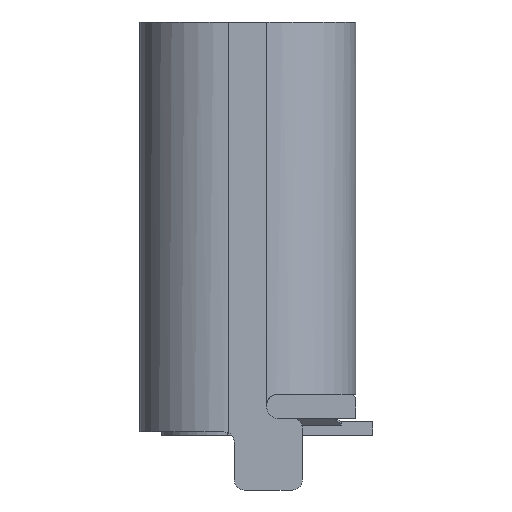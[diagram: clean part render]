
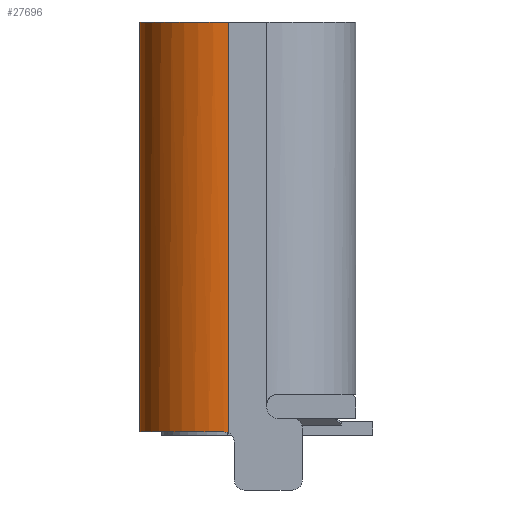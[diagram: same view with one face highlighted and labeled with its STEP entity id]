
A CAD part, left-side view. The second image highlights one B-rep face of the part: STEP entity #27696.
In plain terms, the highlighted cylindrical face has radius 1.3 mm (diameter 2.6 mm), a partial arc.
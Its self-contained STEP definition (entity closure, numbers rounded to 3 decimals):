
#45 = CARTESIAN_POINT ( 'NONE',  ( -4.47, 0.316, -2.703 ) ) ;
#2728 = CARTESIAN_POINT ( 'NONE',  ( -4.47, 0.28, 3.3 ) ) ;
#4111 = EDGE_CURVE ( 'NONE', #15696, #19821, #30496, .T. ) ;
#4313 = CARTESIAN_POINT ( 'NONE',  ( -3.17, 0.28, -2.7 ) ) ;
#5974 = CARTESIAN_POINT ( 'NONE',  ( -4.468, 0.35, -2.7 ) ) ;
#5980 = ORIENTED_EDGE ( 'NONE', *, *, #28150, .T. ) ;
#6317 = ORIENTED_EDGE ( 'NONE', *, *, #15319, .T. ) ;
#6334 = DIRECTION ( 'NONE',  ( 1., 0., 0. ) ) ;
#6337 = CARTESIAN_POINT ( 'NONE',  ( -4.47, 0.287, -2.714 ) ) ;
#7738 = ORIENTED_EDGE ( 'NONE', *, *, #4111, .T. ) ;
#7968 = DIRECTION ( 'NONE',  ( 0., 0., 1. ) ) ;
#8136 = CARTESIAN_POINT ( 'NONE',  ( -3.17, 0.28, 2.8 ) ) ;
#11402 = CARTESIAN_POINT ( 'NONE',  ( -4.47, 0.294, -2.711 ) ) ;
#12048 = VERTEX_POINT ( 'NONE', #14443 ) ;
#14122 = AXIS2_PLACEMENT_3D ( 'NONE', #4313, #15684, #27045 ) ;
#14443 = CARTESIAN_POINT ( 'NONE',  ( -3.17, 1.58, -2.7 ) ) ;
#15307 = CARTESIAN_POINT ( 'NONE',  ( -3.17, 0.28, 3.3 ) ) ;
#15319 = EDGE_CURVE ( 'NONE', #19821, #12048, #26522, .T. ) ;
#15684 = DIRECTION ( 'NONE',  ( 0., 0., 1. ) ) ;
#15696 = VERTEX_POINT ( 'NONE', #2728 ) ;
#17119 = VERTEX_POINT ( 'NONE', #35469 ) ;
#17904 = DIRECTION ( 'NONE',  ( 0., 0., -1. ) ) ;
#18340 = ORIENTED_EDGE ( 'NONE', *, *, #27210, .T. ) ;
#19821 = VERTEX_POINT ( 'NONE', #32529 ) ;
#20391 = CARTESIAN_POINT ( 'NONE',  ( -4.47, 0.28, 2.8 ) ) ;
#22150 = CYLINDRICAL_SURFACE ( 'NONE', #29630, 1.3 ) ;
#22796 = CARTESIAN_POINT ( 'NONE',  ( -4.47, 0.28, -2.717 ) ) ;
#25438 = CIRCLE ( 'NONE', #14122, 1.3 ) ;
#25973 = CARTESIAN_POINT ( 'NONE',  ( -3.17, 1.58, 2.8 ) ) ;
#26348 = DIRECTION ( 'NONE',  ( 0., 0., -1. ) ) ;
#26522 = LINE ( 'NONE', #25973, #33324 ) ;
#27045 = DIRECTION ( 'NONE',  ( 1., 0., 0. ) ) ;
#27165 = VERTEX_POINT ( 'NONE', #32612 ) ;
#27210 = EDGE_CURVE ( 'NONE', #12048, #27165, #25438, .T. ) ;
#27696 = ADVANCED_FACE ( 'NONE', ( #33317 ), #22150, .T. ) ;
#28150 = EDGE_CURVE ( 'NONE', #17119, #15696, #31201, .T. ) ;
#28570 = CARTESIAN_POINT ( 'NONE',  ( -4.469, 0.333, -2.7 ) ) ;
#28797 = DIRECTION ( 'NONE',  ( 0., 0., 1. ) ) ;
#29630 = AXIS2_PLACEMENT_3D ( 'NONE', #8136, #7968, #36652 ) ;
#30202 = VECTOR ( 'NONE', #28797, 1000. ) ;
#30496 = CIRCLE ( 'NONE', #35252, 1.3 ) ;
#31170 = CARTESIAN_POINT ( 'NONE',  ( -4.47, 0.301, -2.708 ) ) ;
#31201 = LINE ( 'NONE', #20391, #30202 ) ;
#32529 = CARTESIAN_POINT ( 'NONE',  ( -3.17, 1.58, 3.3 ) ) ;
#32612 = CARTESIAN_POINT ( 'NONE',  ( -4.468, 0.35, -2.7 ) ) ;
#33317 = FACE_OUTER_BOUND ( 'NONE', #33742, .T. ) ;
#33324 = VECTOR ( 'NONE', #26348, 1000. ) ;
#33742 = EDGE_LOOP ( 'NONE', ( #36738, #5980, #7738, #6317, #18340 ) ) ;
#34879 = B_SPLINE_CURVE_WITH_KNOTS ( 'NONE', 3,
 ( #5974, #28570, #45, #31170, #11402, #6337, #22796 ),
 .UNSPECIFIED., .F., .F.,
 ( 4, 3, 4 ),
 ( 0., 0., 0. ),
 .UNSPECIFIED. ) ;
#35252 = AXIS2_PLACEMENT_3D ( 'NONE', #15307, #17904, #6334 ) ;
#35469 = CARTESIAN_POINT ( 'NONE',  ( -4.47, 0.28, -2.717 ) ) ;
#36652 = DIRECTION ( 'NONE',  ( 1., 0., 0. ) ) ;
#36738 = ORIENTED_EDGE ( 'NONE', *, *, #36860, .T. ) ;
#36860 = EDGE_CURVE ( 'NONE', #27165, #17119, #34879, .T. ) ;
